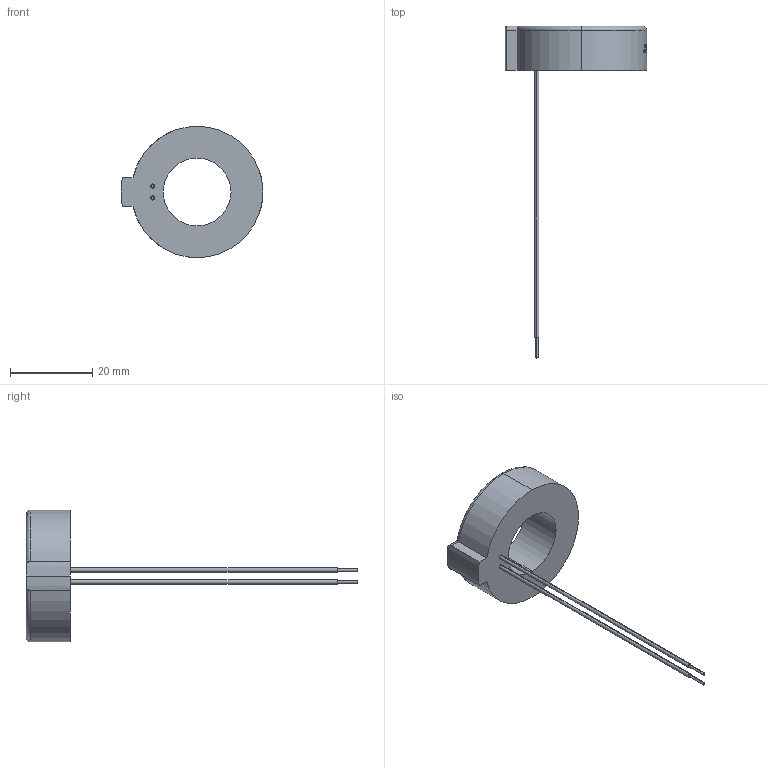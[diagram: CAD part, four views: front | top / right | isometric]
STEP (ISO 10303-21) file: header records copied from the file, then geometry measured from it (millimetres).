
FILE_DESCRIPTION (( 'STEP AP214' ), '1' );
FILE_NAME ('SC_MR1_D16.5H10.8D232D334.5D47LL70.STEP', '2018-06-04T20:42:23', ( '' ), ( '' ), 'SwSTEP 2.0', 'SolidWorks 2014', '' );
FILE_SCHEMA (( 'AUTOMOTIVE_DESIGN' ));
Length unit declared in the file: millimetre
Products named in the file (1): SC_MR1_D16.5H10.8D232D334.5D47LL70
Bounding box: 34.5 x 80.8 x 32 mm (x, y, z)
Volume: 6651 mm3; surface area: 3302.1 mm2
Topology: 1 solids, 1 shells, 84 faces, 221 edges, 146 vertices
Faces by surface type: bspline 33, plane 30, cylinder 18, torus 3
Entity records: 3155 total; most frequent: CARTESIAN_POINT 994, ORIENTED_EDGE 442, DIRECTION 279, EDGE_CURVE 221, VERTEX_POINT 146, AXIS2_PLACEMENT_3D 127, B_SPLINE_CURVE_WITH_KNOTS 121, EDGE_LOOP 93
